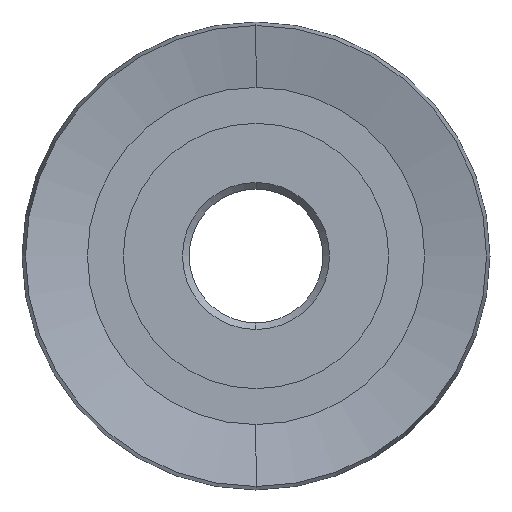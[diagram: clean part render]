
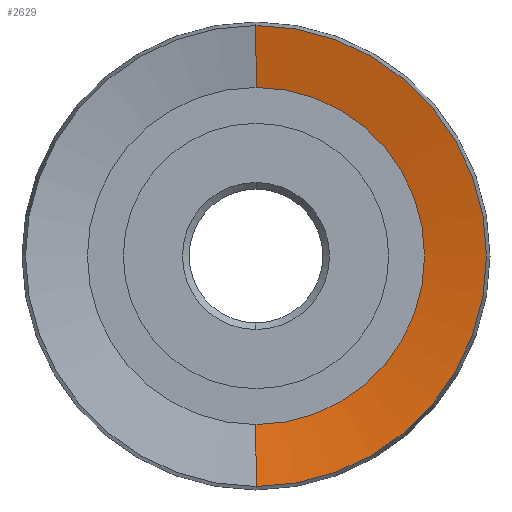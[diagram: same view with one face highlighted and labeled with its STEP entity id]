
A CAD part, left-side view. The second image highlights one B-rep face of the part: STEP entity #2629.
In plain terms, the highlighted conical face has half-angle 78 degrees and reference radius 8.006 mm.
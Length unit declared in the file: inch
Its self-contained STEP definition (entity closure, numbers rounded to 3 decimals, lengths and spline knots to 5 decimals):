
#178 = CARTESIAN_POINT ( 'NONE',  ( 0.0315, 0., -0.31519 ) ) ;
#289 = DIRECTION ( 'NONE',  ( 0., 0., 1. ) ) ;
#322 = CARTESIAN_POINT ( 'NONE',  ( 0.00689, 0., -0.43095 ) ) ;
#340 = CARTESIAN_POINT ( 'NONE',  ( 0.00689, 0., 0.43095 ) ) ;
#609 = DIRECTION ( 'NONE',  ( 0., 0., 1. ) ) ;
#650 = VERTEX_POINT ( 'NONE', #340 ) ;
#998 = EDGE_LOOP ( 'NONE', ( #1535, #1029, #1395, #4047 ) ) ;
#1001 = VERTEX_POINT ( 'NONE', #322 ) ;
#1029 = ORIENTED_EDGE ( 'NONE', *, *, #3644, .T. ) ;
#1299 = DIRECTION ( 'NONE',  ( -0.208, 0., -0.978 ) ) ;
#1381 = CONICAL_SURFACE ( 'NONE', #2234, 0.31519, 1.361 ) ;
#1395 = ORIENTED_EDGE ( 'NONE', *, *, #3689, .T. ) ;
#1514 = FACE_OUTER_BOUND ( 'NONE', #998, .T. ) ;
#1535 = ORIENTED_EDGE ( 'NONE', *, *, #3348, .F. ) ;
#1706 = CIRCLE ( 'NONE', #4305, 0.43095 ) ;
#1941 = CIRCLE ( 'NONE', #4663, 0.31519 ) ;
#1988 = CARTESIAN_POINT ( 'NONE',  ( 0.0315, 0., -0.31519 ) ) ;
#2047 = CARTESIAN_POINT ( 'NONE',  ( 0.00689, 0., 0. ) ) ;
#2234 = AXIS2_PLACEMENT_3D ( 'NONE', #4261, #2798, #609 ) ;
#2418 = DIRECTION ( 'NONE',  ( 0., 0., 1. ) ) ;
#2498 = DIRECTION ( 'NONE',  ( -1., 0., 0. ) ) ;
#2629 = ADVANCED_FACE ( 'NONE', ( #1514 ), #1381, .F. ) ;
#2798 = DIRECTION ( 'NONE',  ( -1., 0., 0. ) ) ;
#2852 = CARTESIAN_POINT ( 'NONE',  ( 0.0315, 0., 0.31519 ) ) ;
#3135 = VERTEX_POINT ( 'NONE', #3452 ) ;
#3232 = VERTEX_POINT ( 'NONE', #178 ) ;
#3313 = VECTOR ( 'NONE', #3950, 39.37008 ) ;
#3348 = EDGE_CURVE ( 'NONE', #3232, #3135, #1941, .T. ) ;
#3452 = CARTESIAN_POINT ( 'NONE',  ( 0.0315, 0., 0.31519 ) ) ;
#3528 = LINE ( 'NONE', #2852, #3313 ) ;
#3644 = EDGE_CURVE ( 'NONE', #3232, #1001, #3737, .T. ) ;
#3689 = EDGE_CURVE ( 'NONE', #1001, #650, #1706, .T. ) ;
#3737 = LINE ( 'NONE', #1988, #3761 ) ;
#3761 = VECTOR ( 'NONE', #1299, 39.37008 ) ;
#3950 = DIRECTION ( 'NONE',  ( -0.208, 0., 0.978 ) ) ;
#4047 = ORIENTED_EDGE ( 'NONE', *, *, #4111, .F. ) ;
#4111 = EDGE_CURVE ( 'NONE', #3135, #650, #3528, .T. ) ;
#4261 = CARTESIAN_POINT ( 'NONE',  ( 0.0315, 0., 0. ) ) ;
#4305 = AXIS2_PLACEMENT_3D ( 'NONE', #2047, #4630, #2418 ) ;
#4630 = DIRECTION ( 'NONE',  ( -1., 0., 0. ) ) ;
#4663 = AXIS2_PLACEMENT_3D ( 'NONE', #4714, #2498, #289 ) ;
#4714 = CARTESIAN_POINT ( 'NONE',  ( 0.0315, 0., 0. ) ) ;
